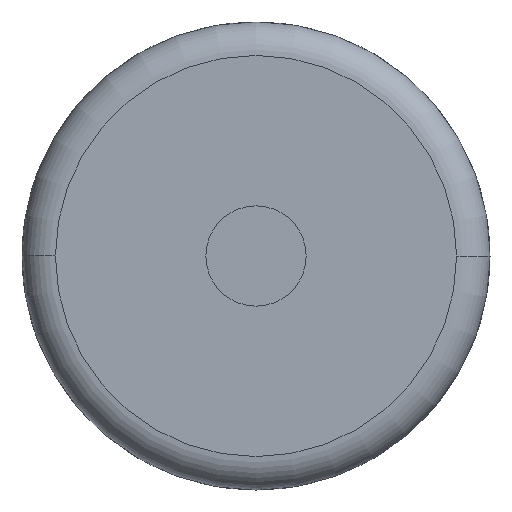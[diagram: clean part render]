
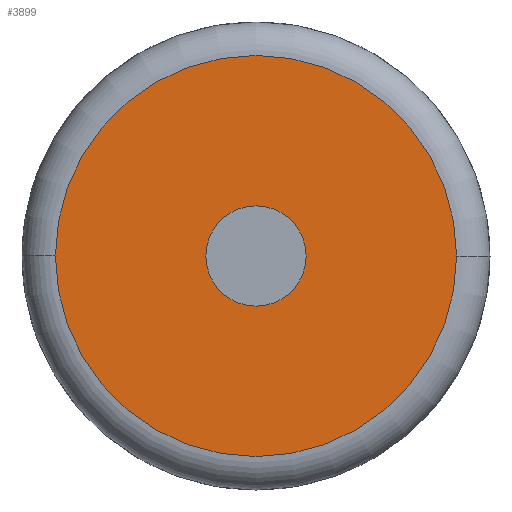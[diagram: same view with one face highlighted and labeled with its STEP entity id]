
A CAD part, front view. The second image highlights one B-rep face of the part: STEP entity #3899.
In plain terms, the highlighted planar face has unit normal (0, -1, 0).
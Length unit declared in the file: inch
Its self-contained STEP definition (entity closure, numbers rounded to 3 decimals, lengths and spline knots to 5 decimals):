
#518=CARTESIAN_POINT('',(0.,-17.5,0.));
#519=DIRECTION('',(0.,-1.,0.));
#520=DIRECTION('',(-1.,0.,0.));
#521=AXIS2_PLACEMENT_3D('',#518,#519,#520);
#526=CARTESIAN_POINT('',(0.,-17.5,0.));
#527=DIRECTION('',(0.,-1.,0.));
#528=DIRECTION('',(1.,0.,0.));
#529=AXIS2_PLACEMENT_3D('',#526,#527,#528);
#534=CARTESIAN_POINT('',(0.,-17.5,0.));
#535=DIRECTION('',(0.,-1.,0.));
#536=DIRECTION('',(1.,0.,0.));
#537=AXIS2_PLACEMENT_3D('',#534,#535,#536);
#542=CARTESIAN_POINT('',(0.,-17.5,0.));
#543=DIRECTION('',(0.,-1.,0.));
#544=DIRECTION('',(-1.,0.,0.));
#545=AXIS2_PLACEMENT_3D('',#542,#543,#544);
#2603=CARTESIAN_POINT('',(-60.,-17.5,0.));
#2604=CARTESIAN_POINT('',(60.,-17.5,0.));
#2605=VERTEX_POINT('',#2603);
#2606=VERTEX_POINT('',#2604);
#2615=CARTESIAN_POINT('',(15.,-17.5,0.));
#2616=CARTESIAN_POINT('',(-15.,-17.5,0.));
#2617=VERTEX_POINT('',#2615);
#2618=VERTEX_POINT('',#2616);
#3883=CARTESIAN_POINT('',(0.,-17.5,0.));
#3884=DIRECTION('',(0.,1.,0.));
#3885=DIRECTION('',(1.,0.,0.));
#3886=AXIS2_PLACEMENT_3D('',#3883,#3884,#3885);
#3887=PLANE('',#3886);
#3888=ORIENTED_EDGE('',*,*,#3861,.F.);
#3890=ORIENTED_EDGE('',*,*,#3889,.F.);
#3891=EDGE_LOOP('',(#3888,#3890));
#3892=FACE_OUTER_BOUND('',#3891,.F.);
#3894=ORIENTED_EDGE('',*,*,#3893,.T.);
#3896=ORIENTED_EDGE('',*,*,#3895,.T.);
#3897=EDGE_LOOP('',(#3894,#3896));
#3898=FACE_BOUND('',#3897,.F.);
#522=CIRCLE('',#521,60.);
#530=CIRCLE('',#529,60.);
#538=CIRCLE('',#537,15.);
#546=CIRCLE('',#545,15.);
#3861=EDGE_CURVE('',#2605,#2606,#522,.T.);
#3889=EDGE_CURVE('',#2606,#2605,#530,.T.);
#3893=EDGE_CURVE('',#2617,#2618,#538,.T.);
#3895=EDGE_CURVE('',#2618,#2617,#546,.T.);
#3899=ADVANCED_FACE('',(#3892,#3898),#3887,.F.);
